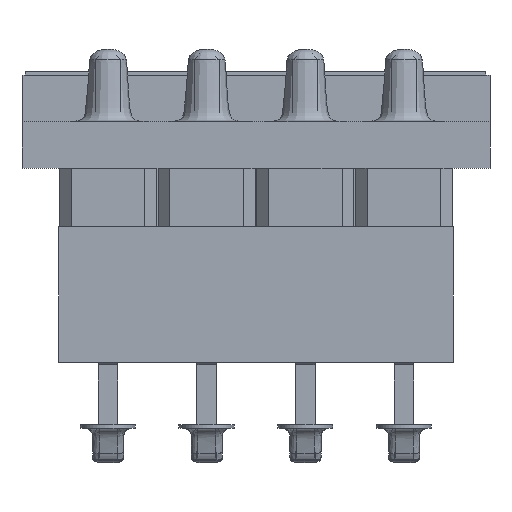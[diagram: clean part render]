
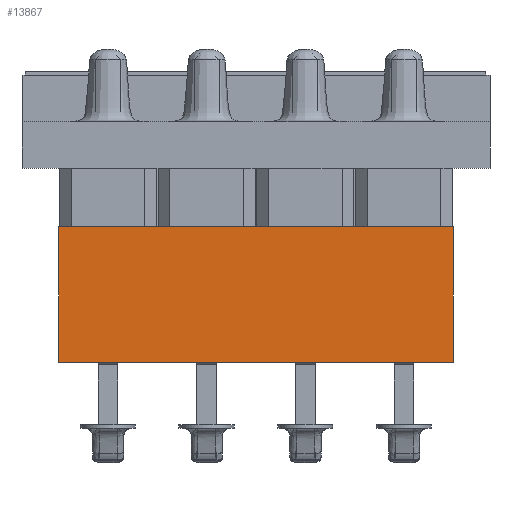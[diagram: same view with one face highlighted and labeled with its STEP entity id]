
A CAD part, front view. The second image highlights one B-rep face of the part: STEP entity #13867.
In plain terms, the highlighted planar face has unit normal (0, -1, 0).
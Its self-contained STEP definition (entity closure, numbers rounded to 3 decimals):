
#1765=FACE_OUTER_BOUND('',#2657,.T.);
#2657=EDGE_LOOP('',(#9339,#9340,#9341,#9342));
#3564=LINE('',#18078,#4640);
#3632=LINE('',#18214,#4708);
#3637=LINE('',#18223,#4713);
#3638=LINE('',#18225,#4714);
#4640=VECTOR('',#15550,10.);
#4708=VECTOR('',#15672,10.);
#4713=VECTOR('',#15681,10.);
#4714=VECTOR('',#15684,10.);
#5710=VERTEX_POINT('',#18076);
#5711=VERTEX_POINT('',#18077);
#5751=VERTEX_POINT('',#18211);
#5754=VERTEX_POINT('',#18221);
#7056=EDGE_CURVE('',#5710,#5711,#3564,.T.);
#7124=EDGE_CURVE('',#5751,#5710,#3632,.T.);
#7129=EDGE_CURVE('',#5754,#5711,#3637,.T.);
#7130=EDGE_CURVE('',#5754,#5751,#3638,.T.);
#9339=ORIENTED_EDGE('',*,*,#7130,.F.);
#9340=ORIENTED_EDGE('',*,*,#7129,.T.);
#9341=ORIENTED_EDGE('',*,*,#7056,.F.);
#9342=ORIENTED_EDGE('',*,*,#7124,.F.);
#13495=PLANE('',#14829);
#13867=ADVANCED_FACE('',(#1765),#13495,.T.);
#14829=AXIS2_PLACEMENT_3D('',#18224,#15682,#15683);
#15550=DIRECTION('',(1.,0.,0.));
#15672=DIRECTION('',(0.,0.,1.));
#15681=DIRECTION('',(0.,0.,1.));
#15682=DIRECTION('center_axis',(0.,-1.,0.));
#15683=DIRECTION('ref_axis',(1.,0.,0.));
#15684=DIRECTION('',(-1.,0.,0.));
#18076=CARTESIAN_POINT('',(-5.08,-1.25,3.5));
#18077=CARTESIAN_POINT('',(5.08,-1.25,3.5));
#18078=CARTESIAN_POINT('',(5.08,-1.25,3.5));
#18211=CARTESIAN_POINT('',(-5.08,-1.25,0.));
#18214=CARTESIAN_POINT('',(-5.08,-1.25,0.));
#18221=CARTESIAN_POINT('',(5.08,-1.25,0.));
#18223=CARTESIAN_POINT('',(5.08,-1.25,0.));
#18224=CARTESIAN_POINT('Origin',(-5.08,-1.25,0.));
#18225=CARTESIAN_POINT('',(5.08,-1.25,0.));
